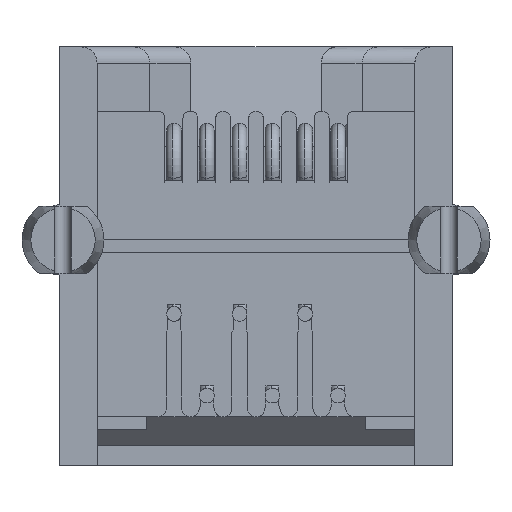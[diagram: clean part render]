
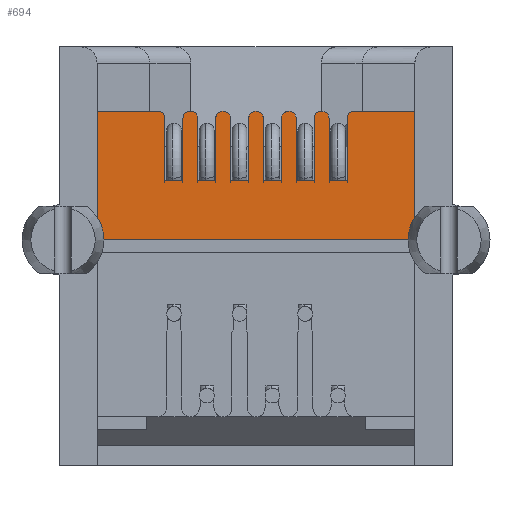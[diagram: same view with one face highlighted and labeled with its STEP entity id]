
A CAD part, front view. The second image highlights one B-rep face of the part: STEP entity #694.
In plain terms, the highlighted planar face has unit normal (0, -1, 0).
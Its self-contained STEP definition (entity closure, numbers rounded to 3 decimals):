
#334=PLANE('',#9875);
#694=ADVANCED_FACE('',(#1129),#334,.T.);
#1129=FACE_OUTER_BOUND('',#1567,.F.);
#1567=EDGE_LOOP('',(#3749,#3750,#3751,#3752,#3753,#3754,#3755,#3756,#3757,#3758,
#3759,#3760,#3761,#3762,#3763,#3764,#3765,#3766,#3767,#3768,#3769,#3770,#3771,
#3772,#3773,#3774,#3775,#3776,#3777,#3778));
#3749=ORIENTED_EDGE('',*,*,#6999,.T.);
#3750=ORIENTED_EDGE('',*,*,#7000,.F.);
#3751=ORIENTED_EDGE('',*,*,#7001,.T.);
#3752=ORIENTED_EDGE('',*,*,#7002,.T.);
#3753=ORIENTED_EDGE('',*,*,#7003,.T.);
#3754=ORIENTED_EDGE('',*,*,#7004,.F.);
#3755=ORIENTED_EDGE('',*,*,#7005,.T.);
#3756=ORIENTED_EDGE('',*,*,#6966,.F.);
#3757=ORIENTED_EDGE('',*,*,#7006,.T.);
#3758=ORIENTED_EDGE('',*,*,#6902,.T.);
#3759=ORIENTED_EDGE('',*,*,#6998,.T.);
#3760=ORIENTED_EDGE('',*,*,#7007,.F.);
#3761=ORIENTED_EDGE('',*,*,#7008,.T.);
#3762=ORIENTED_EDGE('',*,*,#7009,.T.);
#3763=ORIENTED_EDGE('',*,*,#7010,.T.);
#3764=ORIENTED_EDGE('',*,*,#7011,.F.);
#3765=ORIENTED_EDGE('',*,*,#7012,.T.);
#3766=ORIENTED_EDGE('',*,*,#7013,.T.);
#3767=ORIENTED_EDGE('',*,*,#7014,.T.);
#3768=ORIENTED_EDGE('',*,*,#7015,.F.);
#3769=ORIENTED_EDGE('',*,*,#7016,.T.);
#3770=ORIENTED_EDGE('',*,*,#7017,.T.);
#3771=ORIENTED_EDGE('',*,*,#7018,.T.);
#3772=ORIENTED_EDGE('',*,*,#7019,.F.);
#3773=ORIENTED_EDGE('',*,*,#7020,.T.);
#3774=ORIENTED_EDGE('',*,*,#7021,.T.);
#3775=ORIENTED_EDGE('',*,*,#7022,.T.);
#3776=ORIENTED_EDGE('',*,*,#7023,.F.);
#3777=ORIENTED_EDGE('',*,*,#7024,.T.);
#3778=ORIENTED_EDGE('',*,*,#7025,.T.);
#4795=LINE('',#14457,#5716);
#4846=LINE('',#14521,#5767);
#4877=LINE('',#14553,#5798);
#4878=LINE('',#14554,#5799);
#4879=LINE('',#14556,#5800);
#4880=LINE('',#14557,#5801);
#4881=LINE('',#14558,#5802);
#4882=LINE('',#14560,#5803);
#4883=LINE('',#14561,#5804);
#4884=LINE('',#14563,#5805);
#4885=LINE('',#14564,#5806);
#4886=LINE('',#14565,#5807);
#4887=LINE('',#14567,#5808);
#4888=LINE('',#14568,#5809);
#4889=LINE('',#14569,#5810);
#4890=LINE('',#14571,#5811);
#4891=LINE('',#14572,#5812);
#4892=LINE('',#14573,#5813);
#4893=LINE('',#14575,#5814);
#4894=LINE('',#14576,#5815);
#4895=LINE('',#14577,#5816);
#4896=LINE('',#14579,#5817);
#4897=LINE('',#14580,#5818);
#5716=VECTOR('',#10578,4.);
#5767=VECTOR('',#10655,4.);
#5798=VECTOR('',#10688,1.88);
#5799=VECTOR('',#10689,1.93);
#5800=VECTOR('',#10692,1.93);
#5801=VECTOR('',#10693,0.56);
#5802=VECTOR('',#10694,1.93);
#5803=VECTOR('',#10697,1.88);
#5804=VECTOR('',#10698,9.88);
#5805=VECTOR('',#10701,1.93);
#5806=VECTOR('',#10702,0.56);
#5807=VECTOR('',#10703,1.93);
#5808=VECTOR('',#10706,1.93);
#5809=VECTOR('',#10707,0.56);
#5810=VECTOR('',#10708,1.93);
#5811=VECTOR('',#10711,1.93);
#5812=VECTOR('',#10712,0.56);
#5813=VECTOR('',#10713,1.93);
#5814=VECTOR('',#10716,1.93);
#5815=VECTOR('',#10717,0.56);
#5816=VECTOR('',#10718,1.93);
#5817=VECTOR('',#10721,1.93);
#5818=VECTOR('',#10722,0.56);
#6902=EDGE_CURVE('',#8806,#8805,#4795,.T.);
#6966=EDGE_CURVE('',#8753,#8752,#4846,.T.);
#6998=EDGE_CURVE('',#8805,#8733,#4877,.T.);
#6999=EDGE_CURVE('',#8732,#8731,#4878,.T.);
#7000=EDGE_CURVE('',#8730,#8731,#8106,.T.);
#7001=EDGE_CURVE('',#8730,#8729,#4879,.T.);
#7002=EDGE_CURVE('',#8729,#8728,#4880,.T.);
#7003=EDGE_CURVE('',#8728,#8727,#4881,.T.);
#7004=EDGE_CURVE('',#8726,#8727,#8107,.T.);
#7005=EDGE_CURVE('',#8726,#8752,#4882,.T.);
#7006=EDGE_CURVE('',#8753,#8806,#4883,.T.);
#7007=EDGE_CURVE('',#8725,#8733,#8108,.T.);
#7008=EDGE_CURVE('',#8725,#8724,#4884,.T.);
#7009=EDGE_CURVE('',#8724,#8723,#4885,.T.);
#7010=EDGE_CURVE('',#8723,#8722,#4886,.T.);
#7011=EDGE_CURVE('',#8721,#8722,#8109,.T.);
#7012=EDGE_CURVE('',#8721,#8720,#4887,.T.);
#7013=EDGE_CURVE('',#8720,#8719,#4888,.T.);
#7014=EDGE_CURVE('',#8719,#8718,#4889,.T.);
#7015=EDGE_CURVE('',#8717,#8718,#8110,.T.);
#7016=EDGE_CURVE('',#8717,#8716,#4890,.T.);
#7017=EDGE_CURVE('',#8716,#8715,#4891,.T.);
#7018=EDGE_CURVE('',#8715,#8714,#4892,.T.);
#7019=EDGE_CURVE('',#8713,#8714,#8111,.T.);
#7020=EDGE_CURVE('',#8713,#8712,#4893,.T.);
#7021=EDGE_CURVE('',#8712,#8711,#4894,.T.);
#7022=EDGE_CURVE('',#8711,#8710,#4895,.T.);
#7023=EDGE_CURVE('',#8709,#8710,#8112,.T.);
#7024=EDGE_CURVE('',#8709,#8708,#4896,.T.);
#7025=EDGE_CURVE('',#8708,#8732,#4897,.T.);
#8106=CIRCLE('',#9411,0.23);
#8107=CIRCLE('',#9412,0.23);
#8108=CIRCLE('',#9413,0.23);
#8109=CIRCLE('',#9414,0.23);
#8110=CIRCLE('',#9415,0.23);
#8111=CIRCLE('',#9416,0.23);
#8112=CIRCLE('',#9417,0.23);
#8708=VERTEX_POINT('',#12985);
#8709=VERTEX_POINT('',#12986);
#8710=VERTEX_POINT('',#12987);
#8711=VERTEX_POINT('',#12988);
#8712=VERTEX_POINT('',#12989);
#8713=VERTEX_POINT('',#12990);
#8714=VERTEX_POINT('',#12991);
#8715=VERTEX_POINT('',#12992);
#8716=VERTEX_POINT('',#12993);
#8717=VERTEX_POINT('',#12994);
#8718=VERTEX_POINT('',#12995);
#8719=VERTEX_POINT('',#12996);
#8720=VERTEX_POINT('',#12997);
#8721=VERTEX_POINT('',#12998);
#8722=VERTEX_POINT('',#12999);
#8723=VERTEX_POINT('',#13000);
#8724=VERTEX_POINT('',#13001);
#8725=VERTEX_POINT('',#13002);
#8726=VERTEX_POINT('',#13003);
#8727=VERTEX_POINT('',#13004);
#8728=VERTEX_POINT('',#13005);
#8729=VERTEX_POINT('',#13006);
#8730=VERTEX_POINT('',#13007);
#8731=VERTEX_POINT('',#13008);
#8732=VERTEX_POINT('',#13009);
#8733=VERTEX_POINT('',#13010);
#8752=VERTEX_POINT('',#13029);
#8753=VERTEX_POINT('',#13030);
#8805=VERTEX_POINT('',#13082);
#8806=VERTEX_POINT('',#13083);
#9411=AXIS2_PLACEMENT_3D('',#14555,#10690,#10691);
#9412=AXIS2_PLACEMENT_3D('',#14559,#10695,#10696);
#9413=AXIS2_PLACEMENT_3D('',#14562,#10699,#10700);
#9414=AXIS2_PLACEMENT_3D('',#14566,#10704,#10705);
#9415=AXIS2_PLACEMENT_3D('',#14570,#10709,#10710);
#9416=AXIS2_PLACEMENT_3D('',#14574,#10714,#10715);
#9417=AXIS2_PLACEMENT_3D('',#14578,#10719,#10720);
#9875=AXIS2_PLACEMENT_3D('',#16116,#12305,#12306);
#10578=DIRECTION('',(0.,0.,1.));
#10655=DIRECTION('',(0.,0.,1.));
#10688=DIRECTION('',(1.,0.,0.));
#10689=DIRECTION('',(0.,0.,1.));
#10690=DIRECTION('',(0.,-1.,0.));
#10691=DIRECTION('',(1.,0.,0.));
#10692=DIRECTION('',(0.,0.,-1.));
#10693=DIRECTION('',(1.,0.,0.));
#10694=DIRECTION('',(0.,0.,1.));
#10695=DIRECTION('',(0.,-1.,0.));
#10696=DIRECTION('',(0.,0.,1.));
#10697=DIRECTION('',(1.,0.,0.));
#10698=DIRECTION('',(-1.,0.,0.));
#10699=DIRECTION('',(0.,-1.,0.));
#10700=DIRECTION('',(1.,0.,0.));
#10701=DIRECTION('',(0.,0.,-1.));
#10702=DIRECTION('',(1.,0.,0.));
#10703=DIRECTION('',(0.,0.,1.));
#10704=DIRECTION('',(0.,-1.,0.));
#10705=DIRECTION('',(1.,0.,0.));
#10706=DIRECTION('',(0.,0.,-1.));
#10707=DIRECTION('',(1.,0.,0.));
#10708=DIRECTION('',(0.,0.,1.));
#10709=DIRECTION('',(0.,-1.,0.));
#10710=DIRECTION('',(1.,0.,0.));
#10711=DIRECTION('',(0.,0.,-1.));
#10712=DIRECTION('',(1.,0.,0.));
#10713=DIRECTION('',(0.,0.,1.));
#10714=DIRECTION('',(0.,-1.,0.));
#10715=DIRECTION('',(1.,0.,0.));
#10716=DIRECTION('',(0.,0.,-1.));
#10717=DIRECTION('',(1.,0.,0.));
#10718=DIRECTION('',(0.,0.,1.));
#10719=DIRECTION('',(0.,-1.,0.));
#10720=DIRECTION('',(1.,0.,0.));
#10721=DIRECTION('',(0.,0.,-1.));
#10722=DIRECTION('',(1.,0.,0.));
#12305=DIRECTION('',(0.,-1.,0.));
#12306=DIRECTION('',(0.,0.,1.));
#12985=CARTESIAN_POINT('',(1.25,0.4,-4.16));
#12986=CARTESIAN_POINT('',(1.25,0.4,-2.23));
#12987=CARTESIAN_POINT('',(0.79,0.4,-2.23));
#12988=CARTESIAN_POINT('',(0.79,0.4,-4.16));
#12989=CARTESIAN_POINT('',(0.23,0.4,
-4.16));
#12990=CARTESIAN_POINT('',(0.23,0.4,-2.23));
#12991=CARTESIAN_POINT('',(-0.23,0.4,-2.23));
#12992=CARTESIAN_POINT('',(-0.23,0.4,-4.16));
#12993=CARTESIAN_POINT('',(-0.79,0.4,-4.16));
#12994=CARTESIAN_POINT('',(-0.79,0.4,-2.23));
#12995=CARTESIAN_POINT('',(-1.25,0.4,-2.23));
#12996=CARTESIAN_POINT('',(-1.25,0.4,-4.16));
#12997=CARTESIAN_POINT('',(-1.81,0.4,-4.16));
#12998=CARTESIAN_POINT('',(-1.81,0.4,-2.23));
#12999=CARTESIAN_POINT('',(-2.27,0.4,-2.23));
#13000=CARTESIAN_POINT('',(-2.27,0.4,-4.16));
#13001=CARTESIAN_POINT('',(-2.83,0.4,-4.16));
#13002=CARTESIAN_POINT('',(-2.83,0.4,-2.23));
#13003=CARTESIAN_POINT('',(3.06,0.4,-2.));
#13004=CARTESIAN_POINT('',(2.83,0.4,-2.23));
#13005=CARTESIAN_POINT('',(2.83,0.4,-4.16));
#13006=CARTESIAN_POINT('',(2.27,0.4,-4.16));
#13007=CARTESIAN_POINT('',(2.27,0.4,-2.23));
#13008=CARTESIAN_POINT('',(1.81,0.4,-2.23));
#13009=CARTESIAN_POINT('',(1.81,0.4,-4.16));
#13010=CARTESIAN_POINT('',(-3.06,0.4,-2.));
#13029=CARTESIAN_POINT('',(4.94,0.4,-2.));
#13030=CARTESIAN_POINT('',(4.94,0.4,-6.));
#13082=CARTESIAN_POINT('',(-4.94,0.4,-2.));
#13083=CARTESIAN_POINT('',(-4.94,0.4,-6.));
#14457=CARTESIAN_POINT('',(-4.94,0.4,-6.));
#14521=CARTESIAN_POINT('',(4.94,0.4,-6.));
#14553=CARTESIAN_POINT('',(-4.94,0.4,-2.));
#14554=CARTESIAN_POINT('',(1.81,0.4,-4.16));
#14555=CARTESIAN_POINT('',(2.04,0.4,-2.23));
#14556=CARTESIAN_POINT('',(2.27,0.4,-2.23));
#14557=CARTESIAN_POINT('',(2.27,0.4,-4.16));
#14558=CARTESIAN_POINT('',(2.83,0.4,-4.16));
#14559=CARTESIAN_POINT('',(3.06,0.4,-2.23));
#14560=CARTESIAN_POINT('',(3.06,0.4,-2.));
#14561=CARTESIAN_POINT('',(4.94,0.4,-6.));
#14562=CARTESIAN_POINT('',(-3.06,0.4,-2.23));
#14563=CARTESIAN_POINT('',(-2.83,0.4,-2.23));
#14564=CARTESIAN_POINT('',(-2.83,0.4,-4.16));
#14565=CARTESIAN_POINT('',(-2.27,0.4,-4.16));
#14566=CARTESIAN_POINT('',(-2.04,0.4,-2.23));
#14567=CARTESIAN_POINT('',(-1.81,0.4,-2.23));
#14568=CARTESIAN_POINT('',(-1.81,0.4,-4.16));
#14569=CARTESIAN_POINT('',(-1.25,0.4,-4.16));
#14570=CARTESIAN_POINT('',(-1.02,0.4,-2.23));
#14571=CARTESIAN_POINT('',(-0.79,0.4,-2.23));
#14572=CARTESIAN_POINT('',(-0.79,0.4,-4.16));
#14573=CARTESIAN_POINT('',(-0.23,0.4,-4.16));
#14574=CARTESIAN_POINT('',(0.,0.4,-2.23));
#14575=CARTESIAN_POINT('',(0.23,0.4,-2.23));
#14576=CARTESIAN_POINT('',(0.23,0.4,
-4.16));
#14577=CARTESIAN_POINT('',(0.79,0.4,-4.16));
#14578=CARTESIAN_POINT('',(1.02,0.4,-2.23));
#14579=CARTESIAN_POINT('',(1.25,0.4,-2.23));
#14580=CARTESIAN_POINT('',(1.25,0.4,-4.16));
#16116=CARTESIAN_POINT('',(5.434,0.4,-6.494));
